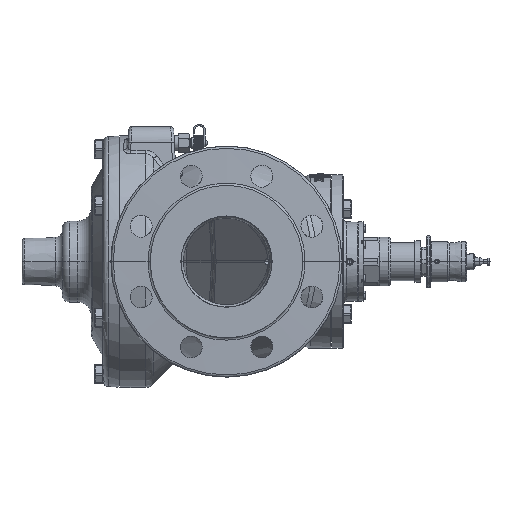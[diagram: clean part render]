
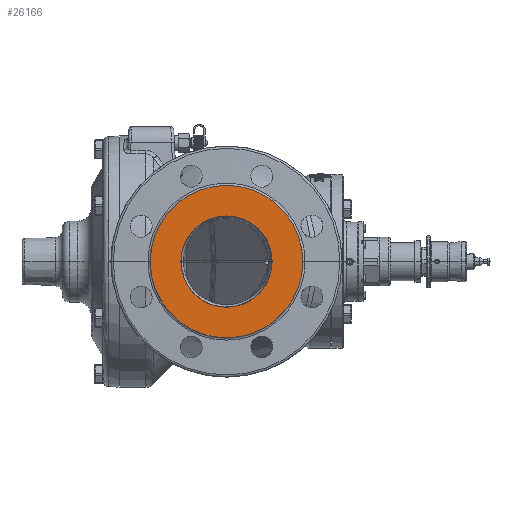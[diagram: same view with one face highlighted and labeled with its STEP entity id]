
A CAD part, left-side view. The second image highlights one B-rep face of the part: STEP entity #26166.
In plain terms, the highlighted planar face has unit normal (-1, 0, 0).
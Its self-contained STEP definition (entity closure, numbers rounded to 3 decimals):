
#1290=CARTESIAN_POINT('',(-155.,0.,0.));
#1291=DIRECTION('',(1.,0.,0.));
#1292=DIRECTION('',(0.,-1.,0.));
#1293=AXIS2_PLACEMENT_3D('',#1290,#1291,#1292);
#1295=CARTESIAN_POINT('',(-155.,0.,0.));
#1296=DIRECTION('',(1.,0.,0.));
#1297=DIRECTION('',(0.,1.,0.));
#1298=AXIS2_PLACEMENT_3D('',#1295,#1296,#1297);
#1300=CARTESIAN_POINT('',(-155.,0.,0.));
#1301=DIRECTION('',(-1.,0.,0.));
#1302=DIRECTION('',(0.,1.,0.));
#1303=AXIS2_PLACEMENT_3D('',#1300,#1301,#1302);
#1305=CARTESIAN_POINT('',(-155.,0.,0.));
#1306=DIRECTION('',(-1.,0.,0.));
#1307=DIRECTION('',(0.,-1.,0.));
#1308=AXIS2_PLACEMENT_3D('',#1305,#1306,#1307);
#24045=CARTESIAN_POINT('',(-155.,-66.008,0.));
#24046=CARTESIAN_POINT('',(-155.,66.008,0.));
#24047=VERTEX_POINT('',#24045);
#24048=VERTEX_POINT('',#24046);
#24049=CARTESIAN_POINT('',(-155.,39.5,0.));
#24050=CARTESIAN_POINT('',(-155.,-39.5,0.));
#24051=VERTEX_POINT('',#24049);
#24052=VERTEX_POINT('',#24050);
#26150=CARTESIAN_POINT('',(-155.,0.,0.));
#26151=DIRECTION('',(1.,0.,0.));
#26152=DIRECTION('',(0.,-1.,0.));
#26153=AXIS2_PLACEMENT_3D('',#26150,#26151,#26152);
#26154=PLANE('',#26153);
#26156=ORIENTED_EDGE('',*,*,#26155,.T.);
#26158=ORIENTED_EDGE('',*,*,#26157,.T.);
#26159=EDGE_LOOP('',(#26156,#26158));
#26160=FACE_OUTER_BOUND('',#26159,.F.);
#26162=ORIENTED_EDGE('',*,*,#26161,.T.);
#26163=ORIENTED_EDGE('',*,*,#26139,.T.);
#26164=EDGE_LOOP('',(#26162,#26163));
#26165=FACE_BOUND('',#26164,.F.);
#26166=ADVANCED_FACE('',(#26160,#26165),#26154,.F.);
#1294=CIRCLE('',#1293,66.008);
#1299=CIRCLE('',#1298,66.008);
#1304=CIRCLE('',#1303,39.5);
#1309=CIRCLE('',#1308,39.5);
#26139=EDGE_CURVE('',#24052,#24051,#1309,.T.);
#26155=EDGE_CURVE('',#24047,#24048,#1294,.T.);
#26157=EDGE_CURVE('',#24048,#24047,#1299,.T.);
#26161=EDGE_CURVE('',#24051,#24052,#1304,.T.);
